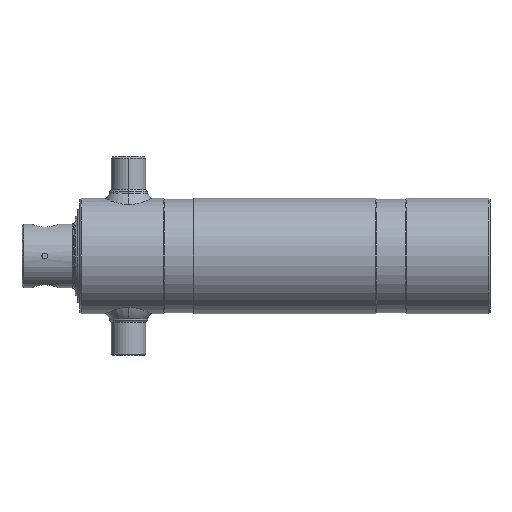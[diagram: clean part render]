
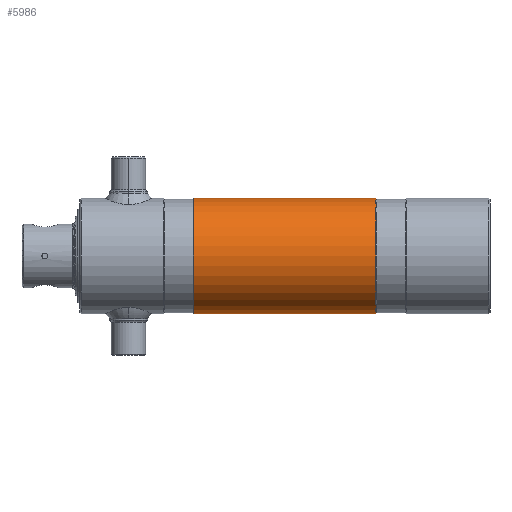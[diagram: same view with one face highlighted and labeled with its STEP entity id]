
A CAD part, left-side view. The second image highlights one B-rep face of the part: STEP entity #5986.
In plain terms, the highlighted cylindrical face has radius 75.75 mm (diameter 151.5 mm), a partial arc.
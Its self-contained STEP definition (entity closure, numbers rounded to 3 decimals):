
#230 = LINE ( 'NONE', #2865, #7778 ) ;
#528 = CARTESIAN_POINT ( 'NONE',  ( 0., 150., 75.75 ) ) ;
#994 = FACE_OUTER_BOUND ( 'NONE', #3920, .T. ) ;
#1081 = EDGE_CURVE ( 'NONE', #3719, #7307, #7481, .T. ) ;
#1691 = CARTESIAN_POINT ( 'NONE',  ( 0., 150., 0. ) ) ;
#1913 = AXIS2_PLACEMENT_3D ( 'NONE', #1691, #6753, #2453 ) ;
#2372 = EDGE_CURVE ( 'NONE', #7307, #7027, #6051, .T. ) ;
#2453 = DIRECTION ( 'NONE',  ( 0., 0., 1. ) ) ;
#2816 = DIRECTION ( 'NONE',  ( 0., 0., 1. ) ) ;
#2865 = CARTESIAN_POINT ( 'NONE',  ( 0., 522.61, 75.75 ) ) ;
#2931 = AXIS2_PLACEMENT_3D ( 'NONE', #8087, #3767, #8813 ) ;
#3106 = CARTESIAN_POINT ( 'NONE',  ( 0., 389., 75.75 ) ) ;
#3532 = CIRCLE ( 'NONE', #1913, 75.75 ) ;
#3598 = DIRECTION ( 'NONE',  ( 0., 1., 0. ) ) ;
#3719 = VERTEX_POINT ( 'NONE', #9205 ) ;
#3767 = DIRECTION ( 'NONE',  ( 0., 1., 0. ) ) ;
#3920 = EDGE_LOOP ( 'NONE', ( #4806, #5007, #4366, #6796 ) ) ;
#4271 = DIRECTION ( 'NONE',  ( 0., 1., 0. ) ) ;
#4366 = ORIENTED_EDGE ( 'NONE', *, *, #8149, .T. ) ;
#4806 = ORIENTED_EDGE ( 'NONE', *, *, #1081, .F. ) ;
#5007 = ORIENTED_EDGE ( 'NONE', *, *, #8367, .T. ) ;
#5030 = CARTESIAN_POINT ( 'NONE',  ( 0., 522.61, -75.75 ) ) ;
#5211 = AXIS2_PLACEMENT_3D ( 'NONE', #7117, #9267, #2816 ) ;
#5273 = VERTEX_POINT ( 'NONE', #528 ) ;
#5556 = VECTOR ( 'NONE', #4271, 1000. ) ;
#5986 = ADVANCED_FACE ( 'NONE', ( #994 ), #6572, .T. ) ;
#6051 = CIRCLE ( 'NONE', #2931, 75.75 ) ;
#6572 = CYLINDRICAL_SURFACE ( 'NONE', #5211, 75.75 ) ;
#6753 = DIRECTION ( 'NONE',  ( 0., 1., 0. ) ) ;
#6770 = CARTESIAN_POINT ( 'NONE',  ( 0., 389., -75.75 ) ) ;
#6796 = ORIENTED_EDGE ( 'NONE', *, *, #2372, .F. ) ;
#7027 = VERTEX_POINT ( 'NONE', #3106 ) ;
#7117 = CARTESIAN_POINT ( 'NONE',  ( 0., 522.61, 0. ) ) ;
#7307 = VERTEX_POINT ( 'NONE', #6770 ) ;
#7481 = LINE ( 'NONE', #5030, #5556 ) ;
#7778 = VECTOR ( 'NONE', #3598, 1000. ) ;
#8087 = CARTESIAN_POINT ( 'NONE',  ( 0., 389., 0. ) ) ;
#8149 = EDGE_CURVE ( 'NONE', #5273, #7027, #230, .T. ) ;
#8367 = EDGE_CURVE ( 'NONE', #3719, #5273, #3532, .T. ) ;
#8813 = DIRECTION ( 'NONE',  ( 0., 0., 1. ) ) ;
#9205 = CARTESIAN_POINT ( 'NONE',  ( 0., 150., -75.75 ) ) ;
#9267 = DIRECTION ( 'NONE',  ( 0., 1., 0. ) ) ;
